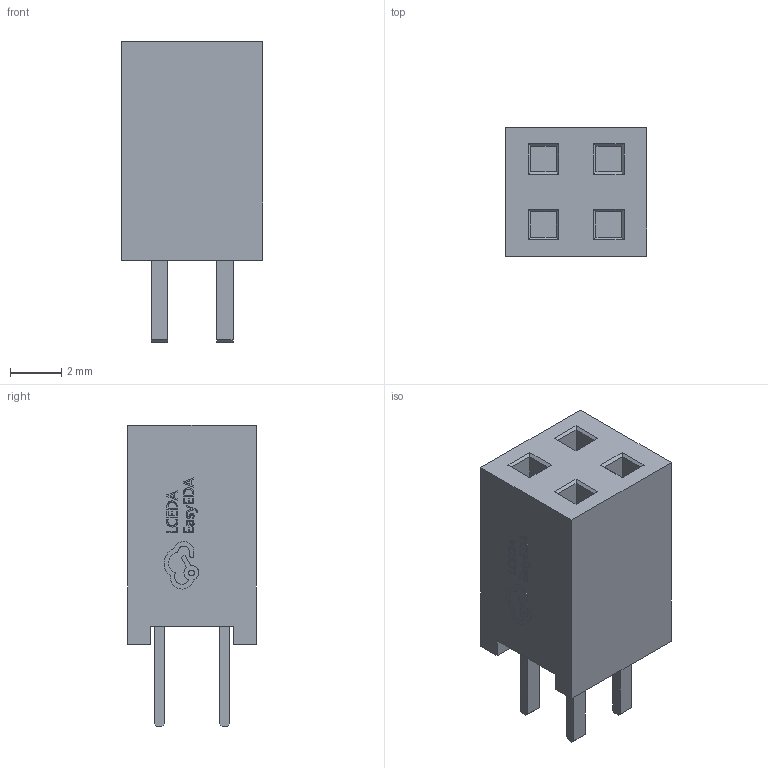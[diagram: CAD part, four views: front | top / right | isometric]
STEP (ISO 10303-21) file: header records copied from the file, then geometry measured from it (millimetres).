
FILE_DESCRIPTION(/* description */ ('Designed by EasyEDA Pro'),/* implementation_level */ '2;1');
FILE_NAME(/* name */ 'PM_2.54_2X2P_LH.step',/* time_stamp */ '2025-03-27T14:54:03+08:00',/* author */ (''),/* organization */ (''),/* preprocessor_version */ 'ST-DEVELOPER v20.1',/* originating_system */ 'Autodesk Translation Framework v14.4.0.0',/* authorisation */ '');
FILE_SCHEMA (('AUTOMOTIVE_DESIGN { 1 0 10303 214 3 1 1 }'));
Length unit declared in the file: millimetre
Products named in the file (3): gzOt-PCBModel; gzOt-Board; gzOt-U1-HDR-TH_4P-P2.54-V-F-R2-C2-S2.54
Assembly tree (2 placements, depth 2):
  gzOt-PCBModel
    gzOt-Board
    gzOt-U1-HDR-TH_4P-P2.54-V-F-R2-C2-S2.54
Bounding box: 5.49 x 5 x 11.7 mm (x, y, z)
Volume: 216.5 mm3; surface area: 300.6 mm2
Topology: 1 solids, 1 shells, 358 faces, 950 edges, 628 vertices
Faces by surface type: plane 244, bspline 114
Entity records: 12782 total; most frequent: CARTESIAN_POINT 4039, ORIENTED_EDGE 1900, DIRECTION 1388, EDGE_CURVE 950, LINE 722, VECTOR 722, VERTEX_POINT 628, EDGE_LOOP 392
